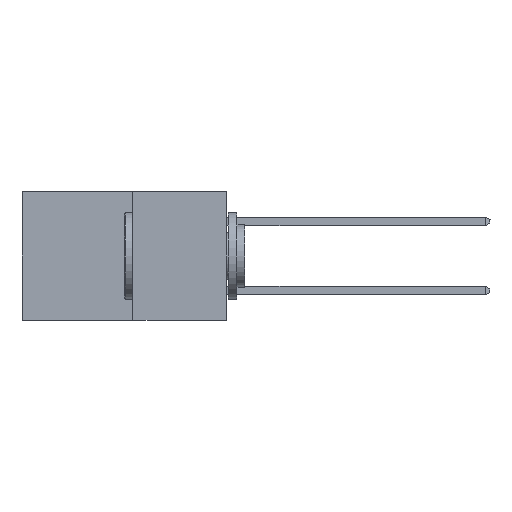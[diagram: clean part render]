
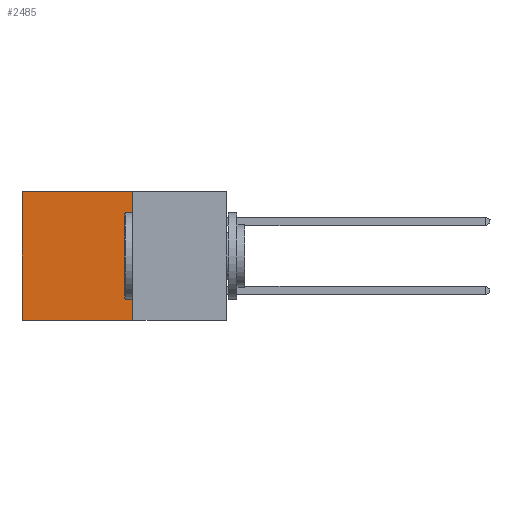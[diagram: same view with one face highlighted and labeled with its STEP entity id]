
A CAD part, left-side view. The second image highlights one B-rep face of the part: STEP entity #2485.
In plain terms, the highlighted planar face has unit normal (-1, 0, 0).
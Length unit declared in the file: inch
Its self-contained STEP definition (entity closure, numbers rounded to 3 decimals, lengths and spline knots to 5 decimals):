
#434 = EDGE_CURVE ( 'NONE', #6520, #15235, #14587, .T. ) ;
#760 = LINE ( 'NONE', #4785, #11097 ) ;
#1085 = DIRECTION ( 'NONE',  ( 0., 0., -1. ) ) ;
#1536 = VERTEX_POINT ( 'NONE', #10387 ) ;
#2342 = CARTESIAN_POINT ( 'NONE',  ( 0.277, 0.27, 0. ) ) ;
#2485 = ADVANCED_FACE ( 'NONE', ( #11020 ), #13370, .F. ) ;
#3210 = DIRECTION ( 'NONE',  ( 0., 0., -1. ) ) ;
#3662 = CARTESIAN_POINT ( 'NONE',  ( 0.277, 0.59, -0.37 ) ) ;
#4668 = DIRECTION ( 'NONE',  ( 0., 1., 0. ) ) ;
#4710 = LINE ( 'NONE', #7362, #10527 ) ;
#4785 = CARTESIAN_POINT ( 'NONE',  ( 0.277, 0.27, -0.37 ) ) ;
#5452 = ORIENTED_EDGE ( 'NONE', *, *, #434, .T. ) ;
#6115 = EDGE_CURVE ( 'NONE', #1536, #15235, #760, .T. ) ;
#6520 = VERTEX_POINT ( 'NONE', #6599 ) ;
#6599 = CARTESIAN_POINT ( 'NONE',  ( 0.277, 0.59, 0. ) ) ;
#7156 = CARTESIAN_POINT ( 'NONE',  ( 0.277, 0.59, -0.37 ) ) ;
#7362 = CARTESIAN_POINT ( 'NONE',  ( 0.277, 0.27, -0.37 ) ) ;
#7493 = ORIENTED_EDGE ( 'NONE', *, *, #7751, .T. ) ;
#7751 = EDGE_CURVE ( 'NONE', #13259, #6520, #11436, .T. ) ;
#9592 = EDGE_LOOP ( 'NONE', ( #5452, #14107, #15530, #7493 ) ) ;
#10387 = CARTESIAN_POINT ( 'NONE',  ( 0.277, 0.27, -0.37 ) ) ;
#10527 = VECTOR ( 'NONE', #1085, 39.37008 ) ;
#10769 = DIRECTION ( 'NONE',  ( 1., 0., 0. ) ) ;
#10865 = EDGE_CURVE ( 'NONE', #13259, #1536, #4710, .T. ) ;
#11020 = FACE_OUTER_BOUND ( 'NONE', #9592, .T. ) ;
#11097 = VECTOR ( 'NONE', #4668, 39.37008 ) ;
#11250 = DIRECTION ( 'NONE',  ( 0., 0., -1. ) ) ;
#11436 = LINE ( 'NONE', #15556, #15482 ) ;
#13259 = VERTEX_POINT ( 'NONE', #2342 ) ;
#13370 = PLANE ( 'NONE',  #15206 ) ;
#14107 = ORIENTED_EDGE ( 'NONE', *, *, #6115, .F. ) ;
#14195 = VECTOR ( 'NONE', #3210, 39.37008 ) ;
#14283 = CARTESIAN_POINT ( 'NONE',  ( 0.277, 0.27, -0.37 ) ) ;
#14587 = LINE ( 'NONE', #3662, #14195 ) ;
#15206 = AXIS2_PLACEMENT_3D ( 'NONE', #14283, #10769, #11250 ) ;
#15235 = VERTEX_POINT ( 'NONE', #7156 ) ;
#15482 = VECTOR ( 'NONE', #15541, 39.37008 ) ;
#15530 = ORIENTED_EDGE ( 'NONE', *, *, #10865, .F. ) ;
#15541 = DIRECTION ( 'NONE',  ( 0., 1., 0. ) ) ;
#15556 = CARTESIAN_POINT ( 'NONE',  ( 0.277, 0.27, 0. ) ) ;
